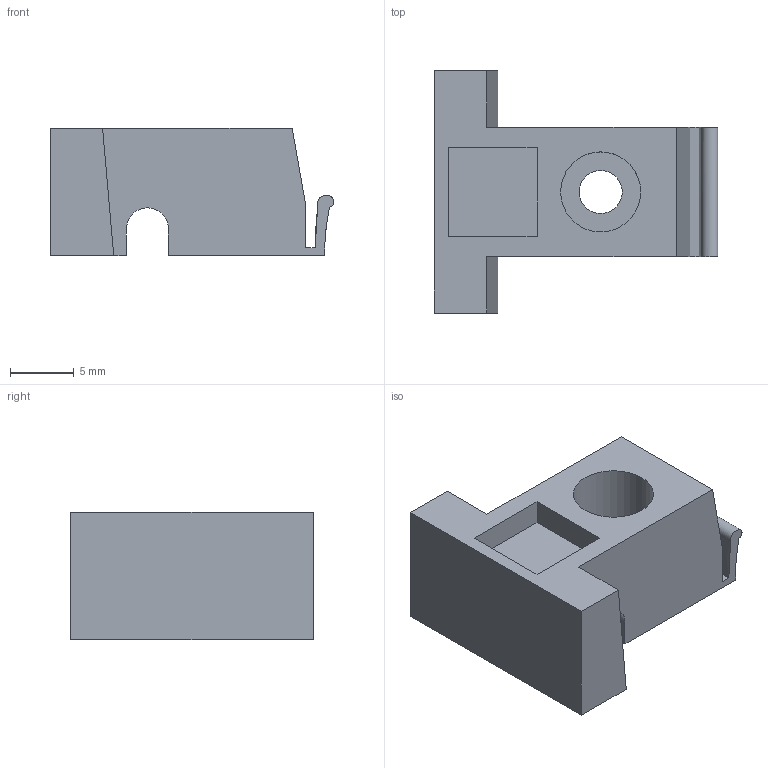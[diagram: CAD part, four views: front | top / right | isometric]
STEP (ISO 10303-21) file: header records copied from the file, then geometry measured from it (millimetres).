
FILE_DESCRIPTION(/* description */ (''),/* implementation_level */ '2;1');
FILE_NAME(/* name */ 'halter-small v7.step',/* time_stamp */ '2021-07-29T18:27:47+02:00',/* author */ (''),/* organization */ (''),/* preprocessor_version */ 'ST-DEVELOPER v18.1',/* originating_system */ 'Autodesk Translation Framework v10.9.0.1377',/* authorisation */ '');
FILE_SCHEMA (('AUTOMOTIVE_DESIGN { 1 0 10303 214 3 1 1 }'));
Length unit declared in the file: millimetre
Products named in the file (2): geraetefuss-mit-halter-small; geraetefuss-halter v4
Assembly tree (1 placements, depth 2):
  geraetefuss-mit-halter-small
    geraetefuss-halter v4
Bounding box: 22.32 x 19.06 x 10 mm (x, y, z)
Volume: 2051.5 mm3; surface area: 1613.3 mm2
Topology: 1 solids, 1 shells, 28 faces, 72 edges, 48 vertices
Faces by surface type: plane 22, bspline 3, cylinder 3
Full cylindrical faces by diameter (mm): 3.4 x1, 6.3 x1
Entity records: 1177 total; most frequent: CARTESIAN_POINT 456, ORIENTED_EDGE 144, DIRECTION 128, EDGE_CURVE 72, LINE 60, VECTOR 60, VERTEX_POINT 48, AXIS2_PLACEMENT_3D 34
